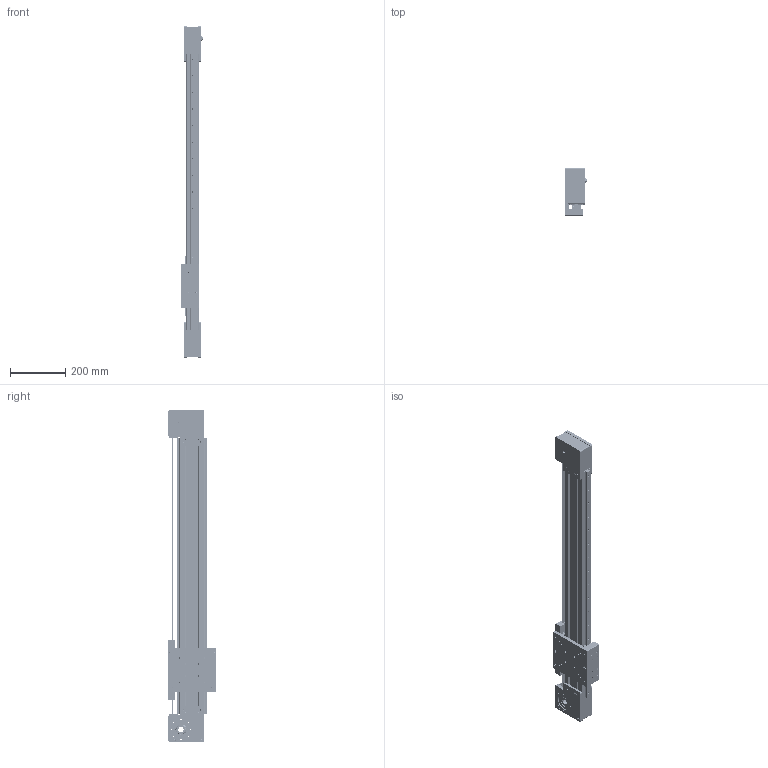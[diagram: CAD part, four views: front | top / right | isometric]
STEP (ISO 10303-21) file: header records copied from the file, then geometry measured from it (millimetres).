
FILE_DESCRIPTION (( 'STEP AP203' ), '1' );
FILE_NAME ('800.085.XXXX.STEP', '2018-03-12T14:05:11', ( '' ), ( '' ), 'SwSTEP 2.0', 'SolidWorks 2016', '' );
FILE_SCHEMA (( 'CONFIG_CONTROL_DESIGN' ));
Length unit declared in the file: millimetre
Products named in the file (41): 800.040.012_800.040.012; 800.085.XXXX; CINGHIA 800.085.XXXX; SBI-15SL BLOCK_3; 800.040.077; RONDELLE UNI 6592_13x24 UNI 6592; 800.040.003_800.040.003; TELAIO 800.085_Default<A macchina>; ANELLI TIPO SB_SB 47; CUSCINETTI A SFERE_61906-2RS; 800.040.201; 800.040.008_800.040.008; SBI-SL15; SBI-15SL BLOCK_4; SBI-15SL BLOCK; 800.040.001_800.040.001; CHIAVETTE_A 10x8x20 UNI 6604-69; VITI TCEI UNI 5931_M12x55 UNI 5931; VITI TCEI UNI 5931_M6x55 UNI 5931; VITI TCEI UNI 5931_M4x16 UNI 5931; 800.040.404; 800.040.076_800.040.401; 800.040.004_800.040.004; DADI ESAGONALI NORMALI UNI 5588_M10 UNI 5588; 800.040.006_800.040.006; GUIDA A RICIRCOLO 810.101.015_Default<A macchina>; 084.302.000 DADI ALUSIC 13x13-1_084.302.001; 800.040.002_800.040.002; 084.301.000 VITI ALUSIC_084.301.036; SBI-15SL BLOCK_2; 800.040.005_800.040.005; 800.040.202; 800.040.078; 800.040.007_800.040.007; VITI TCEI UNI 5931_M4x20 UNI 5931; CUSCINETTI A SFERE_61807-2RS; SBI-15SL BLOCK_5; ISO 4762 M6 x 40 --- 40S_ISO 4762 M6 x 40 --- 40S; 084.301.000 VITI ALUSIC_084.301.003; VITI TSEI UNI 5933_M8x20 UNI 5933 ...
Assembly tree (130 placements, depth 3):
  800.085.XXXX
    800.040.202
      800.040.003_800.040.003
      800.040.004_800.040.004
      800.040.007_800.040.007
      800.040.008_800.040.008
      ANELLI TIPO SB_SB 47
      084.302.000 DADI ALUSIC 13x13_084.302.004  x4
      800.040.012_800.040.012
      CUSCINETTI A SFERE_61906-2RS
      VITI TCEI UNI 5931_M12x55 UNI 5931
      RONDELLE UNI 6592_13x24 UNI 6592
      DADI ESAGONALI NORMALI UNI 5588_M10 UNI 5588
      VITI TCEI UNI 5931_M6x55 UNI 5931  x2
      VITI TSEI UNI 5933_M8x20 UNI 5933  x4
    800.040.201
      800.040.001_800.040.001
      800.040.002_800.040.002
      CUSCINETTI A SFERE_61807-2RS  x2
      800.040.005_800.040.005
      800.040.006_800.040.006
      800.040.012_800.040.012
      084.302.000 DADI ALUSIC 13x13_084.302.004  x4
      VITI TSEI UNI 5933_M8x20 UNI 5933  x4
      CHIAVETTE_A 10x8x20 UNI 6604-69
      ISO 4762 M6 x 40 --- 40S_ISO 4762 M6 x 40 --- 40S  x2
    TELAIO 800.085_Default<A macchina>
    GUIDA A RICIRCOLO 810.101.015_Default<A macchina>  x2
    SBI-SL15  x4
      SBI-15SL BLOCK
      SBI-15SL BLOCK_2
      SBI-15SL BLOCK_3
      SBI-15SL BLOCK_4
      SBI-15SL BLOCK_5
    VITI TCEI UNI 5931_M4x20 UNI 5931  x24
    084.302.000 DADI ALUSIC 13x13-1_084.302.001  x24
    VITI TCEI UNI 5931_M4x16 UNI 5931  x16
    800.040.076_800.040.401
    800.040.404  x2
    800.040.077
    800.040.078
    CINGHIA 800.085.XXXX
    084.301.000 VITI ALUSIC_084.301.003  x6
    084.301.000 VITI ALUSIC_084.301.036  x2
Bounding box: 76 x 172 x 1200 mm (x, y, z)
Volume: 3166790.1 mm3; surface area: 1620548.5 mm2
Topology: 139 solids, 139 shells, 4677 faces, 11792 edges, 7628 vertices
Faces by surface type: plane 2430, cylinder 1283, cone 622, torus 278, bspline 64
Entity records: 68684 total; most frequent: CARTESIAN_POINT 11745, DIRECTION 10959, ORIENTED_EDGE 10162, EDGE_CURVE 5081, AXIS2_PLACEMENT_3D 3931, VERTEX_POINT 3309, LINE 3097, VECTOR 3097
